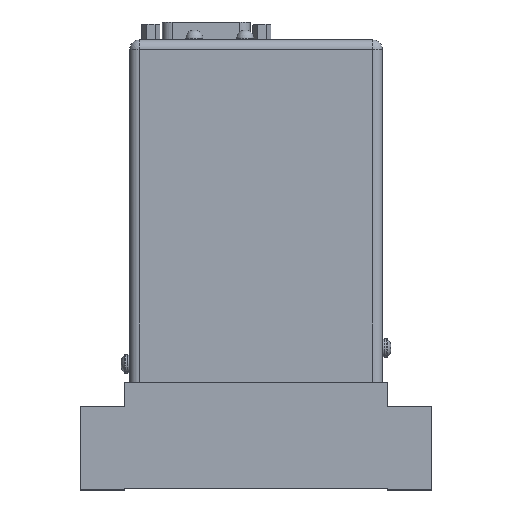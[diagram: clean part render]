
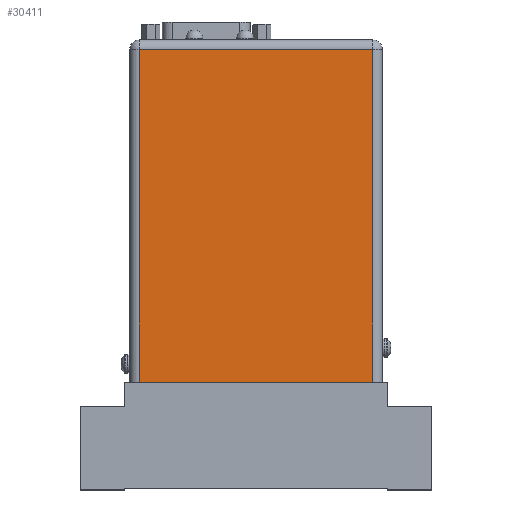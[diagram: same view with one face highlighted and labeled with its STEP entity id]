
A CAD part, top view. The second image highlights one B-rep face of the part: STEP entity #30411.
In plain terms, the highlighted planar face has unit normal (0, 0, 1).
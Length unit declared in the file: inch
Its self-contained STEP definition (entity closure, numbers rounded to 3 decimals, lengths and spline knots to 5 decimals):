
#6620=DIRECTION('',(1.,0.,0.));
#6621=VECTOR('',#6620,2.76);
#6622=CARTESIAN_POINT('',(-2.93,-0.125,0.71));
#6623=LINE('',#6622,#6621);
#6684=DIRECTION('',(0.,-1.,0.));
#6685=VECTOR('',#6684,3.93);
#6686=CARTESIAN_POINT('',(-2.93,3.805,0.71));
#6687=LINE('',#6686,#6685);
#9005=DIRECTION('',(0.,-1.,0.));
#9006=VECTOR('',#9005,3.93);
#9007=CARTESIAN_POINT('',(-0.17,3.805,0.71));
#9008=LINE('',#9007,#9006);
#9129=DIRECTION('',(1.,0.,0.));
#9130=VECTOR('',#9129,2.76);
#9131=CARTESIAN_POINT('',(-2.93,3.805,0.71));
#9132=LINE('',#9131,#9130);
#24904=CARTESIAN_POINT('',(-2.93,3.805,0.71));
#24905=CARTESIAN_POINT('',(-0.17,3.805,0.71));
#24906=VERTEX_POINT('',#24904);
#24907=VERTEX_POINT('',#24905);
#26558=CARTESIAN_POINT('',(-2.93,-0.125,0.71));
#26559=CARTESIAN_POINT('',(-0.17,-0.125,0.71));
#26560=VERTEX_POINT('',#26558);
#26561=VERTEX_POINT('',#26559);
#30397=CARTESIAN_POINT('',(-3.04,-0.125,0.71));
#30398=DIRECTION('',(0.,0.,1.));
#30399=DIRECTION('',(1.,0.,0.));
#30400=AXIS2_PLACEMENT_3D('',#30397,#30398,#30399);
#30401=PLANE('',#30400);
#30402=ORIENTED_EDGE('',*,*,#27886,.F.);
#30404=ORIENTED_EDGE('',*,*,#30403,.F.);
#30406=ORIENTED_EDGE('',*,*,#30405,.T.);
#30408=ORIENTED_EDGE('',*,*,#30407,.T.);
#30409=EDGE_LOOP('',(#30402,#30404,#30406,#30408));
#30410=FACE_OUTER_BOUND('',#30409,.F.);
#30411=ADVANCED_FACE('',(#30410),#30401,.T.);
#27886=EDGE_CURVE('',#26560,#26561,#6623,.T.);
#30403=EDGE_CURVE('',#24906,#26560,#6687,.T.);
#30405=EDGE_CURVE('',#24906,#24907,#9132,.T.);
#30407=EDGE_CURVE('',#24907,#26561,#9008,.T.);
